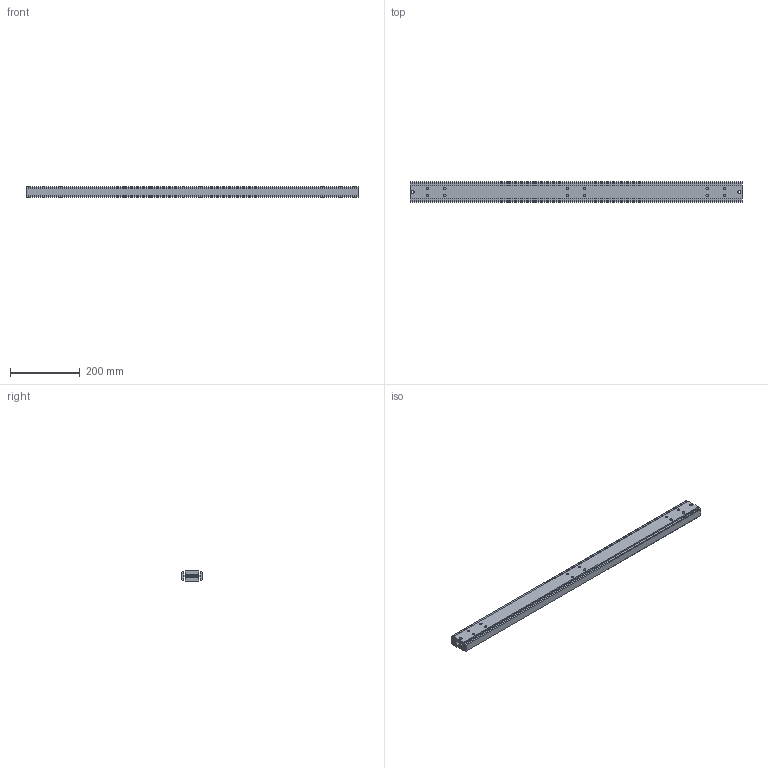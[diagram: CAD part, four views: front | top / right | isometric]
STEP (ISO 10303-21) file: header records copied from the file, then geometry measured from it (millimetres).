
FILE_DESCRIPTION(/* description */ ('STEP AP214'),/* implementation_level */ '2;1');
FILE_NAME(/* name */ '13860S16.iam.step',/* time_stamp */ '2018-08-09T11:36:19+02:00',/* author */ ('m.urlings'),/* organization */ (''),/* preprocessor_version */ 'ST-DEVELOPER v16.13',/* originating_system */ 'Autodesk Inventor 2018',/* authorisation */ '');
FILE_SCHEMA (('AUTOMOTIVE_DESIGN { 1 0 10303 214 3 1 1 }'));
Length unit declared in the file: millimetre
Products named in the file (3): 13860S16; 13860S16.1; 13860S16.2
Assembly tree (3 placements, depth 2):
  13860S16
    13860S16.1
    13860S16.2  x2
Bounding box: 950 x 60 x 30 mm (x, y, z)
Volume: 1247871.6 mm3; surface area: 399192.9 mm2
Topology: 3 solids, 3 shells, 82 faces, 228 edges, 152 vertices
Faces by surface type: plane 44, cylinder 38
Full cylindrical faces by diameter (mm): 6.8 x24, 8.5 x4
Entity records: 1981 total; most frequent: DIRECTION 320, CARTESIAN_POINT 320, ORIENTED_EDGE 296, EDGE_CURVE 148, VERTEX_POINT 108, AXIS2_PLACEMENT_3D 108, LINE 104, VECTOR 104
